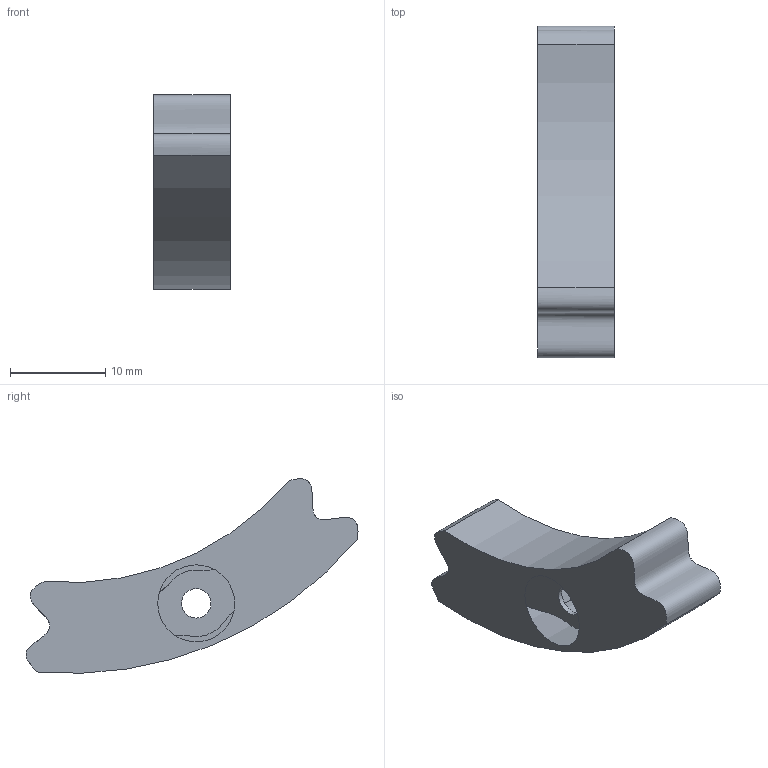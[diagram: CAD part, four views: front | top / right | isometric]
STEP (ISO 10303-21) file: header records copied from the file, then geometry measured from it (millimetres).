
FILE_DESCRIPTION(/* description */ (''),/* implementation_level */ '2;1');
FILE_NAME(/* name */ '',/* time_stamp */ '2024-09-26T12:32:05+08:00',/* author */ (''),/* organization */ (''),/* preprocessor_version */ 'ST-DEVELOPER v20',/* originating_system */ 'Autodesk Translation Framework v13.20.0.188',/* authorisation */ '');
FILE_SCHEMA (('AUTOMOTIVE_DESIGN { 1 0 10303 214 3 1 1 }'));
Length unit declared in the file: millimetre
Products named in the file (1): PR_FDM_TPU__关节限位软块
Bounding box: 8 x 34.92 x 20.46 mm (x, y, z)
Volume: 2045.3 mm3; surface area: 1632 mm2
Topology: 1 solids, 1 shells, 26 faces, 68 edges, 45 vertices
Faces by surface type: cylinder 13, plane 6, bspline 6, cone 1
Full cylindrical faces by diameter (mm): 3.1 x1
Entity records: 1373 total; most frequent: CARTESIAN_POINT 711, ORIENTED_EDGE 136, DIRECTION 125, EDGE_CURVE 68, AXIS2_PLACEMENT_3D 48, VERTEX_POINT 45, EDGE_LOOP 29, LINE 29
